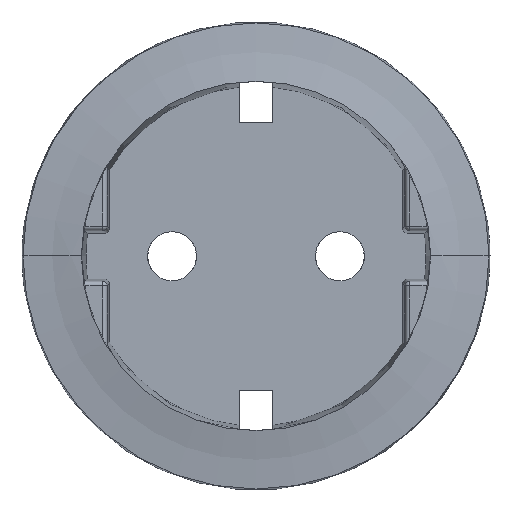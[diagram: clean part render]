
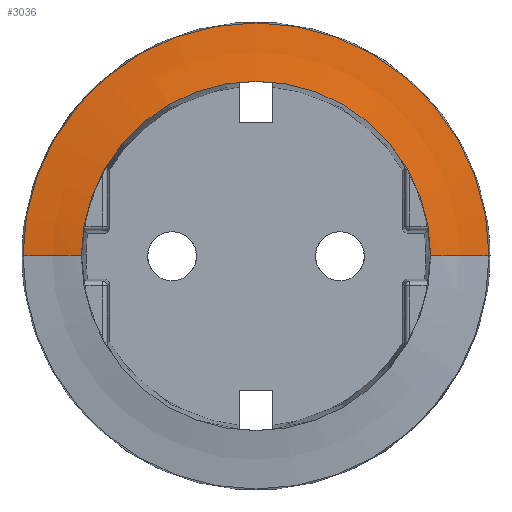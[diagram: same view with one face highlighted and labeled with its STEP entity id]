
A CAD part, top view. The second image highlights one B-rep face of the part: STEP entity #3036.
In plain terms, the highlighted face is a revolution surface.
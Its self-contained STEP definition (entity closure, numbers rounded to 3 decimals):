
#2033=AXIS2_PLACEMENT_3D('Circle Axis2P3D',#2031,#2032,$) ;
#3017=AXIS2_PLACEMENT_3D('Circle Axis2P3D',#3015,#3016,$) ;
#2031=CARTESIAN_POINT('Axis2P3D Location',(0.,0.,18.889)) ;
#2035=CARTESIAN_POINT('Vertex',(19.778,0.,18.889)) ;
#2037=CARTESIAN_POINT('Vertex',(-19.778,0.,18.889)) ;
#2995=CARTESIAN_POINT('Control Point',(19.778,0.,18.889)) ;
#2996=CARTESIAN_POINT('Control Point',(20.785,0.,18.832)) ;
#2997=CARTESIAN_POINT('Control Point',(21.631,0.,18.582)) ;
#2998=CARTESIAN_POINT('Control Point',(22.471,0.,18.193)) ;
#2999=CARTESIAN_POINT('Control Point',(24.413,0.,18.046)) ;
#3000=CARTESIAN_POINT('Control Point',(26.391,0.,17.908)) ;
#3001=CARTESIAN_POINT('Axis1P Location',(0.,0.,18.9)) ;
#3006=CARTESIAN_POINT('Control Point',(19.778,0.,18.889)) ;
#3007=CARTESIAN_POINT('Control Point',(20.785,0.,18.832)) ;
#3008=CARTESIAN_POINT('Control Point',(21.631,0.,18.582)) ;
#3009=CARTESIAN_POINT('Control Point',(22.471,0.,18.193)) ;
#3010=CARTESIAN_POINT('Control Point',(24.413,0.,18.046)) ;
#3011=CARTESIAN_POINT('Control Point',(26.391,0.,17.908)) ;
#3012=CARTESIAN_POINT('Vertex',(26.391,0.,17.908)) ;
#3015=CARTESIAN_POINT('Axis2P3D Location',(0.,0.,17.908)) ;
#3019=CARTESIAN_POINT('Vertex',(-26.391,0.,17.908)) ;
#3023=CARTESIAN_POINT('Control Point',(-19.778,0.,18.889)) ;
#3024=CARTESIAN_POINT('Control Point',(-20.785,0.,18.832)) ;
#3025=CARTESIAN_POINT('Control Point',(-21.631,0.,18.582)) ;
#3026=CARTESIAN_POINT('Control Point',(-22.471,0.,18.193)) ;
#3027=CARTESIAN_POINT('Control Point',(-24.413,0.,18.046)) ;
#3028=CARTESIAN_POINT('Control Point',(-26.391,0.,17.908)) ;
#2032=DIRECTION('Axis2P3D Direction',(0.,0.,1.)) ;
#3002=DIRECTION('Axis1P Direction',(0.,0.,1.)) ;
#3016=DIRECTION('Axis2P3D Direction',(0.,0.,1.)) ;
#3003=AXIS1_PLACEMENT('Revolution Surface Axis1P',#3001,#3002) ;
#3031=ORIENTED_EDGE('',*,*,#3014,.T.) ;
#3032=ORIENTED_EDGE('',*,*,#3021,.T.) ;
#3033=ORIENTED_EDGE('',*,*,#3029,.F.) ;
#3034=ORIENTED_EDGE('',*,*,#2039,.F.) ;
#3036=ADVANCED_FACE('Enjoliveur',(#3035),#3004,.F.) ;
#2994=B_SPLINE_CURVE_WITH_KNOTS('',5,(#2995,#2996,#2997,#2998,#2999,#3000),.UNSPECIFIED.,.F.,.U.,(6,6),(0.484,7.097),.UNSPECIFIED.) ;
#3005=B_SPLINE_CURVE_WITH_KNOTS('',5,(#3006,#3007,#3008,#3009,#3010,#3011),.UNSPECIFIED.,.F.,.U.,(6,6),(0.484,7.097),.UNSPECIFIED.) ;
#3022=B_SPLINE_CURVE_WITH_KNOTS('',5,(#3023,#3024,#3025,#3026,#3027,#3028),.UNSPECIFIED.,.F.,.U.,(6,6),(0.484,7.097),.UNSPECIFIED.) ;
#2034=CIRCLE('generated circle',#2033,19.778) ;
#3018=CIRCLE('generated circle',#3017,26.391) ;
#2039=EDGE_CURVE('',#2036,#2038,#2034,.T.) ;
#3014=EDGE_CURVE('',#2036,#3013,#3005,.T.) ;
#3021=EDGE_CURVE('',#3013,#3020,#3018,.T.) ;
#3029=EDGE_CURVE('',#2038,#3020,#3022,.T.) ;
#3030=EDGE_LOOP('',(#3031,#3032,#3033,#3034)) ;
#3035=FACE_OUTER_BOUND('',#3030,.T.) ;
#3004=SURFACE_OF_REVOLUTION('Surface of Revolution',#2994,#3003) ;
#2036=VERTEX_POINT('',#2035) ;
#2038=VERTEX_POINT('',#2037) ;
#3013=VERTEX_POINT('',#3012) ;
#3020=VERTEX_POINT('',#3019) ;
